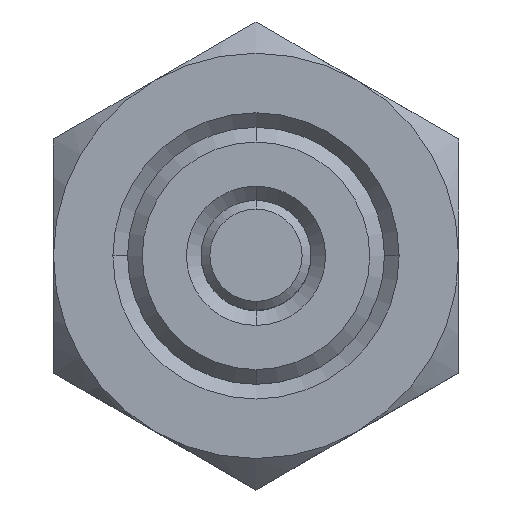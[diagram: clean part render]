
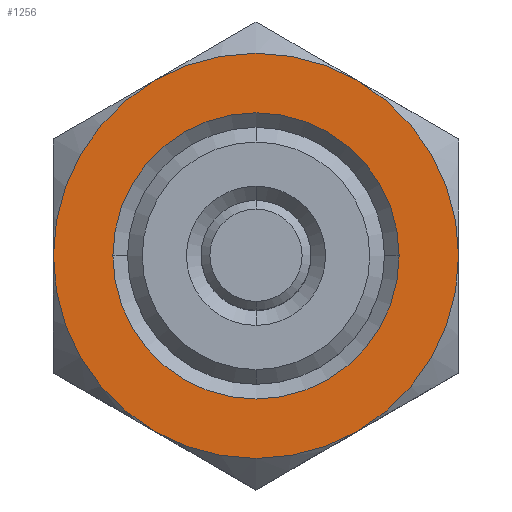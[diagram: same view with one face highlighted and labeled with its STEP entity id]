
A CAD part, top view. The second image highlights one B-rep face of the part: STEP entity #1256.
In plain terms, the highlighted planar face has unit normal (0, 0, 1).
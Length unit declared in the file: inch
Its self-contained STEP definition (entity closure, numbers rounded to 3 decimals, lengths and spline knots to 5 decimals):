
#31 = DIRECTION ( 'NONE',  ( 0., 0., 1. ) ) ;
#70 = CARTESIAN_POINT ( 'NONE',  ( 0., 0., 0.125 ) ) ;
#86 = ORIENTED_EDGE ( 'NONE', *, *, #168, .T. ) ;
#102 = AXIS2_PLACEMENT_3D ( 'NONE', #2828, #1398, #3069 ) ;
#114 = DIRECTION ( 'NONE',  ( 1., 0., 0. ) ) ;
#141 = CARTESIAN_POINT ( 'NONE',  ( -0.345, 0., 0.125 ) ) ;
#168 = EDGE_CURVE ( 'NONE', #1640, #1313, #1954, .T. ) ;
#192 = EDGE_CURVE ( 'NONE', #2795, #561, #1321, .T. ) ;
#196 = DIRECTION ( 'NONE',  ( 1., 0., 0. ) ) ;
#283 = FACE_OUTER_BOUND ( 'NONE', #1014, .T. ) ;
#318 = CARTESIAN_POINT ( 'NONE',  ( -0.24375, 0., 0.125 ) ) ;
#330 = DIRECTION ( 'NONE',  ( 1., 0., 0. ) ) ;
#376 = CARTESIAN_POINT ( 'NONE',  ( 0.1725, -0.29878, 0.125 ) ) ;
#438 = AXIS2_PLACEMENT_3D ( 'NONE', #1945, #504, #2189 ) ;
#488 = DIRECTION ( 'NONE',  ( 1., 0., 0. ) ) ;
#504 = DIRECTION ( 'NONE',  ( 0., 0., 1. ) ) ;
#538 = ORIENTED_EDGE ( 'NONE', *, *, #1757, .T. ) ;
#556 = EDGE_CURVE ( 'NONE', #1313, #1775, #2179, .T. ) ;
#561 = VERTEX_POINT ( 'NONE', #1264 ) ;
#587 = DIRECTION ( 'NONE',  ( 0., 0., 1. ) ) ;
#605 = VERTEX_POINT ( 'NONE', #820 ) ;
#686 = PLANE ( 'NONE',  #2992 ) ;
#820 = CARTESIAN_POINT ( 'NONE',  ( -0.1725, 0.29878, 0.125 ) ) ;
#854 = AXIS2_PLACEMENT_3D ( 'NONE', #1503, #31, #1747 ) ;
#904 = CARTESIAN_POINT ( 'NONE',  ( 0., 0., 0.125 ) ) ;
#1014 = EDGE_LOOP ( 'NONE', ( #1641, #2741, #1073, #3068, #86, #2099 ) ) ;
#1073 = ORIENTED_EDGE ( 'NONE', *, *, #3086, .T. ) ;
#1256 = ADVANCED_FACE ( 'NONE', ( #2767, #283 ), #686, .T. ) ;
#1264 = CARTESIAN_POINT ( 'NONE',  ( 0.1725, 0.29878, 0.125 ) ) ;
#1300 = CARTESIAN_POINT ( 'NONE',  ( 0., 0., 0.125 ) ) ;
#1313 = VERTEX_POINT ( 'NONE', #3114 ) ;
#1321 = CIRCLE ( 'NONE', #438, 0.345 ) ;
#1323 = CIRCLE ( 'NONE', #1513, 0.24375 ) ;
#1357 = AXIS2_PLACEMENT_3D ( 'NONE', #904, #587, #488 ) ;
#1381 = CARTESIAN_POINT ( 'NONE',  ( 0., 0., 0.125 ) ) ;
#1398 = DIRECTION ( 'NONE',  ( 0., 0., 1. ) ) ;
#1472 = EDGE_LOOP ( 'NONE', ( #538, #2075 ) ) ;
#1503 = CARTESIAN_POINT ( 'NONE',  ( 0., 0., 0.125 ) ) ;
#1504 = CARTESIAN_POINT ( 'NONE',  ( 0.345, 0., 0.125 ) ) ;
#1510 = VERTEX_POINT ( 'NONE', #318 ) ;
#1513 = AXIS2_PLACEMENT_3D ( 'NONE', #1300, #2976, #1549 ) ;
#1549 = DIRECTION ( 'NONE',  ( 1., 0., 0. ) ) ;
#1592 = DIRECTION ( 'NONE',  ( 0., 0., -1. ) ) ;
#1624 = DIRECTION ( 'NONE',  ( 1., 0., 0. ) ) ;
#1640 = VERTEX_POINT ( 'NONE', #141 ) ;
#1641 = ORIENTED_EDGE ( 'NONE', *, *, #2228, .T. ) ;
#1648 = EDGE_CURVE ( 'NONE', #605, #1640, #2588, .T. ) ;
#1663 = DIRECTION ( 'NONE',  ( 0., 0., 1. ) ) ;
#1668 = EDGE_CURVE ( 'NONE', #1510, #1908, #1323, .T. ) ;
#1747 = DIRECTION ( 'NONE',  ( 1., 0., 0. ) ) ;
#1757 = EDGE_CURVE ( 'NONE', #1908, #1510, #2854, .T. ) ;
#1775 = VERTEX_POINT ( 'NONE', #376 ) ;
#1779 = DIRECTION ( 'NONE',  ( 0., 0., 1. ) ) ;
#1866 = CIRCLE ( 'NONE', #2606, 0.345 ) ;
#1908 = VERTEX_POINT ( 'NONE', #2764 ) ;
#1945 = CARTESIAN_POINT ( 'NONE',  ( 0., 0., 0.125 ) ) ;
#1954 = CIRCLE ( 'NONE', #102, 0.345 ) ;
#2075 = ORIENTED_EDGE ( 'NONE', *, *, #1668, .T. ) ;
#2099 = ORIENTED_EDGE ( 'NONE', *, *, #556, .T. ) ;
#2179 = CIRCLE ( 'NONE', #854, 0.345 ) ;
#2189 = DIRECTION ( 'NONE',  ( 1., 0., 0. ) ) ;
#2228 = EDGE_CURVE ( 'NONE', #1775, #2795, #3085, .T. ) ;
#2588 = CIRCLE ( 'NONE', #1357, 0.345 ) ;
#2604 = CARTESIAN_POINT ( 'NONE',  ( -0.345, 0.19919, 0.125 ) ) ;
#2606 = AXIS2_PLACEMENT_3D ( 'NONE', #70, #1779, #330 ) ;
#2741 = ORIENTED_EDGE ( 'NONE', *, *, #192, .T. ) ;
#2764 = CARTESIAN_POINT ( 'NONE',  ( 0.24375, 0., 0.125 ) ) ;
#2767 = FACE_BOUND ( 'NONE', #1472, .T. ) ;
#2792 = AXIS2_PLACEMENT_3D ( 'NONE', #3016, #1592, #114 ) ;
#2795 = VERTEX_POINT ( 'NONE', #1504 ) ;
#2828 = CARTESIAN_POINT ( 'NONE',  ( 0., 0., 0.125 ) ) ;
#2854 = CIRCLE ( 'NONE', #2792, 0.24375 ) ;
#2882 = AXIS2_PLACEMENT_3D ( 'NONE', #1381, #3051, #1624 ) ;
#2976 = DIRECTION ( 'NONE',  ( 0., 0., -1. ) ) ;
#2992 = AXIS2_PLACEMENT_3D ( 'NONE', #2604, #1663, #196 ) ;
#3016 = CARTESIAN_POINT ( 'NONE',  ( 0., 0., 0.125 ) ) ;
#3051 = DIRECTION ( 'NONE',  ( 0., 0., 1. ) ) ;
#3068 = ORIENTED_EDGE ( 'NONE', *, *, #1648, .T. ) ;
#3069 = DIRECTION ( 'NONE',  ( 1., 0., 0. ) ) ;
#3085 = CIRCLE ( 'NONE', #2882, 0.345 ) ;
#3086 = EDGE_CURVE ( 'NONE', #561, #605, #1866, .T. ) ;
#3114 = CARTESIAN_POINT ( 'NONE',  ( -0.1725, -0.29878, 0.125 ) ) ;
